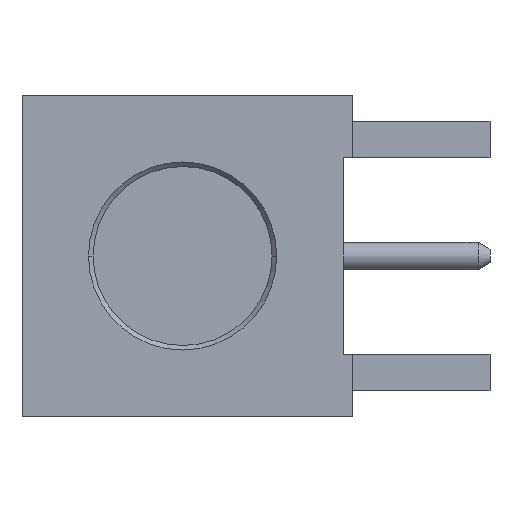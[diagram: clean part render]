
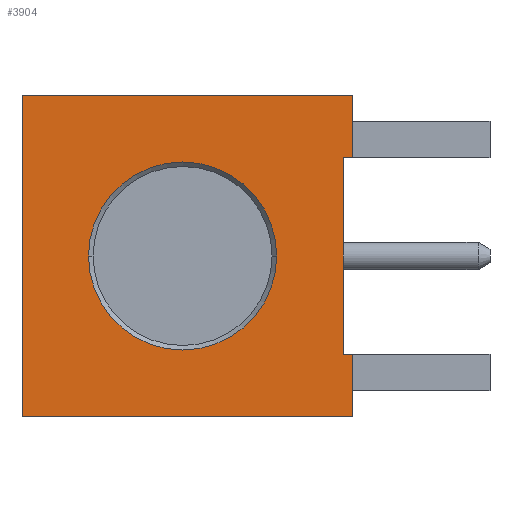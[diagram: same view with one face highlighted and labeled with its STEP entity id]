
A CAD part, front view. The second image highlights one B-rep face of the part: STEP entity #3904.
In plain terms, the highlighted planar face has unit normal (0, -1, 0).
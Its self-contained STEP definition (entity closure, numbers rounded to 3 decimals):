
#5=DIRECTION('',(0.,0.,-1.));
#6=VECTOR('',#5,7.);
#7=CARTESIAN_POINT('',(-3.5,-3.5,3.5));
#8=LINE('',#7,#6);
#21=DIRECTION('',(-1.,0.,0.));
#22=VECTOR('',#21,7.2);
#23=CARTESIAN_POINT('',(3.7,-3.5,3.5));
#24=LINE('',#23,#22);
#91=DIRECTION('',(0.,0.,-1.));
#92=VECTOR('',#91,4.28);
#93=CARTESIAN_POINT('',(3.5,-3.5,2.14));
#94=LINE('',#93,#92);
#113=DIRECTION('',(1.,0.,0.));
#114=VECTOR('',#113,0.2);
#115=CARTESIAN_POINT('',(3.5,-3.5,2.14));
#116=LINE('',#115,#114);
#129=DIRECTION('',(0.,0.,-1.));
#130=VECTOR('',#129,1.36);
#131=CARTESIAN_POINT('',(3.7,-3.5,3.5));
#132=LINE('',#131,#130);
#165=DIRECTION('',(1.,0.,0.));
#166=VECTOR('',#165,0.2);
#167=CARTESIAN_POINT('',(3.5,-3.5,-2.14));
#168=LINE('',#167,#166);
#169=CARTESIAN_POINT('',(0.,-3.5,0.));
#170=DIRECTION('',(0.,1.,0.));
#171=DIRECTION('',(1.,0.,0.));
#172=AXIS2_PLACEMENT_3D('',#169,#170,#171);
#174=CARTESIAN_POINT('',(0.,-3.5,0.));
#175=DIRECTION('',(0.,1.,0.));
#176=DIRECTION('',(-1.,0.,0.));
#177=AXIS2_PLACEMENT_3D('',#174,#175,#176);
#207=DIRECTION('',(0.,0.,-1.));
#208=VECTOR('',#207,1.36);
#209=CARTESIAN_POINT('',(3.7,-3.5,-2.14));
#210=LINE('',#209,#208);
#243=DIRECTION('',(1.,0.,0.));
#244=VECTOR('',#243,7.2);
#245=CARTESIAN_POINT('',(-3.5,-3.5,-3.5));
#246=LINE('',#245,#244);
#3383=CARTESIAN_POINT('',(-3.5,-3.5,3.5));
#3385=VERTEX_POINT('',#3383);
#3386=CARTESIAN_POINT('',(-3.5,-3.5,-3.5));
#3387=VERTEX_POINT('',#3386);
#3483=CARTESIAN_POINT('',(2.05,-3.5,0.));
#3484=CARTESIAN_POINT('',(-2.05,-3.5,0.));
#3485=VERTEX_POINT('',#3483);
#3486=VERTEX_POINT('',#3484);
#3487=CARTESIAN_POINT('',(3.7,-3.5,3.5));
#3488=CARTESIAN_POINT('',(3.7,-3.5,2.14));
#3489=VERTEX_POINT('',#3487);
#3490=VERTEX_POINT('',#3488);
#3493=CARTESIAN_POINT('',(3.7,-3.5,-3.5));
#3495=VERTEX_POINT('',#3493);
#3497=CARTESIAN_POINT('',(3.7,-3.5,-2.14));
#3498=VERTEX_POINT('',#3497);
#3511=CARTESIAN_POINT('',(3.5,-3.5,2.14));
#3513=VERTEX_POINT('',#3511);
#3521=CARTESIAN_POINT('',(3.5,-3.5,-2.14));
#3522=VERTEX_POINT('',#3521);
#3880=CARTESIAN_POINT('',(-3.5,-3.5,3.5));
#3881=DIRECTION('',(0.,-1.,0.));
#3882=DIRECTION('',(0.,0.,-1.));
#3883=AXIS2_PLACEMENT_3D('',#3880,#3881,#3882);
#3884=PLANE('',#3883);
#3885=ORIENTED_EDGE('',*,*,#3777,.T.);
#3887=ORIENTED_EDGE('',*,*,#3886,.T.);
#3889=ORIENTED_EDGE('',*,*,#3888,.T.);
#3891=ORIENTED_EDGE('',*,*,#3890,.F.);
#3892=ORIENTED_EDGE('',*,*,#3692,.F.);
#3893=ORIENTED_EDGE('',*,*,#3718,.F.);
#3894=ORIENTED_EDGE('',*,*,#3817,.T.);
#3895=ORIENTED_EDGE('',*,*,#3802,.F.);
#3896=EDGE_LOOP('',(#3885,#3887,#3889,#3891,#3892,#3893,#3894,#3895));
#3897=FACE_OUTER_BOUND('',#3896,.F.);
#3899=ORIENTED_EDGE('',*,*,#3898,.F.);
#3901=ORIENTED_EDGE('',*,*,#3900,.F.);
#3902=EDGE_LOOP('',(#3899,#3901));
#3903=FACE_BOUND('',#3902,.F.);
#3904=ADVANCED_FACE('',(#3897,#3903),#3884,.T.);
#173=CIRCLE('',#172,2.05);
#178=CIRCLE('',#177,2.05);
#3692=EDGE_CURVE('',#3385,#3387,#8,.T.);
#3718=EDGE_CURVE('',#3489,#3385,#24,.T.);
#3777=EDGE_CURVE('',#3513,#3522,#94,.T.);
#3802=EDGE_CURVE('',#3513,#3490,#116,.T.);
#3817=EDGE_CURVE('',#3489,#3490,#132,.T.);
#3886=EDGE_CURVE('',#3522,#3498,#168,.T.);
#3888=EDGE_CURVE('',#3498,#3495,#210,.T.);
#3890=EDGE_CURVE('',#3387,#3495,#246,.T.);
#3898=EDGE_CURVE('',#3485,#3486,#173,.T.);
#3900=EDGE_CURVE('',#3486,#3485,#178,.T.);
